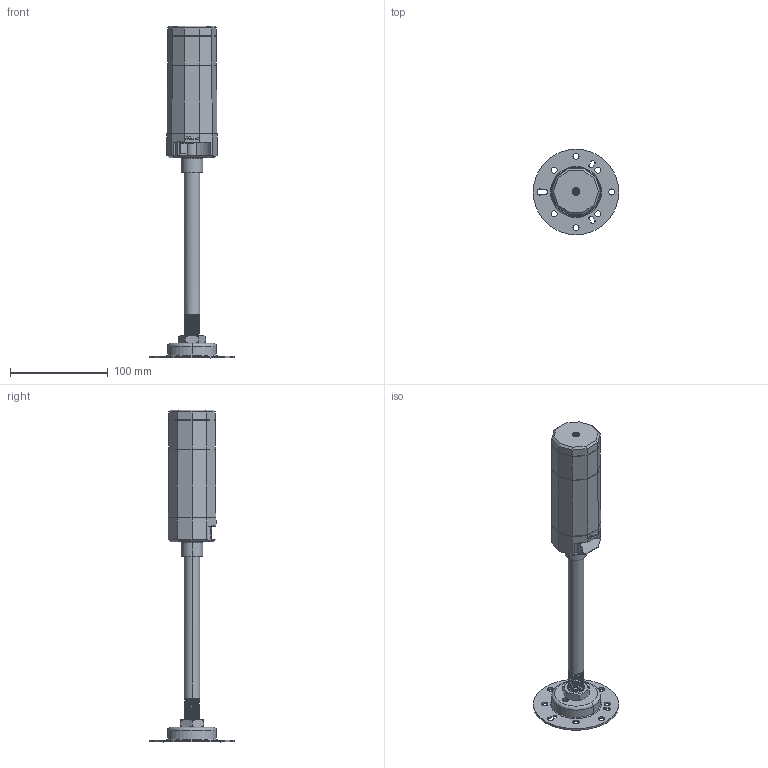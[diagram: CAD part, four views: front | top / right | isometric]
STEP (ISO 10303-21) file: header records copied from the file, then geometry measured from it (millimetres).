
FILE_DESCRIPTION((''),'2;1');
FILE_NAME('NLA50DC-1B4DZ SERIES.stp','2023-12-26T12:00:07',(''),(''),'Mechanical Desktop 2011','Mechanical Desktop 2011',', , ');
FILE_SCHEMA(('CONFIG_CONTROL_DESIGN'));
Length unit declared in the file: millimetre
Products named in the file (1): Product
Bounding box: 87.5 x 87.5 x 340 mm (x, y, z)
Volume: 282659.7 mm3; surface area: 78016.2 mm2
Topology: 17 solids, 17 shells, 488 faces, 1253 edges, 816 vertices
Faces by surface type: plane 278, cylinder 143, cone 26, bspline 25, torus 10, sphere 6
Entity records: 21061 total; most frequent: CARTESIAN_POINT 9182, ORIENTED_EDGE 2506, DIRECTION 2355, EDGE_CURVE 1253, VERTEX_POINT 816, AXIS2_PLACEMENT_3D 811, VECTOR 733, LINE 733
